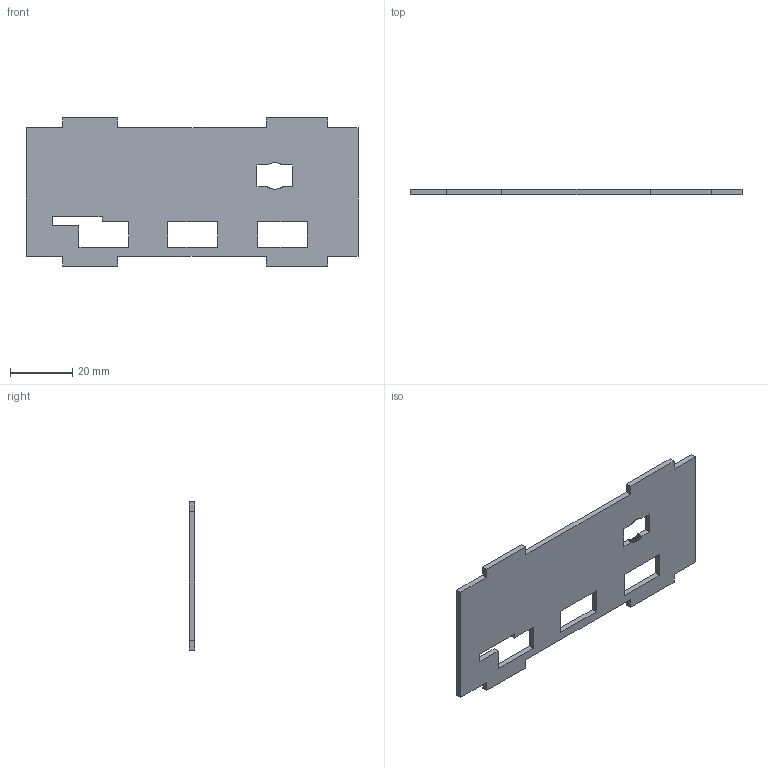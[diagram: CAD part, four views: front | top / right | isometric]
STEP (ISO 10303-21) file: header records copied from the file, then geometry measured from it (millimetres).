
FILE_DESCRIPTION(('FreeCAD Model'),'2;1');
FILE_NAME('Open CASCADE Shape Model','2024-08-27T23:22:46',(''),(''), 'Open CASCADE STEP processor 7.6','FreeCAD','Unknown');
FILE_SCHEMA(('AUTOMOTIVE_DESIGN { 1 0 10303 214 1 1 1 1 }'));
Length unit declared in the file: millimetre
Products named in the file (1): SDPanel001 (Solid)001
Bounding box: 106.5 x 1.82 x 47.58 mm (x, y, z)
Volume: 7469.4 mm3; surface area: 9181.3 mm2
Topology: 1 solids, 1 shells, 142 faces, 420 edges, 280 vertices
Faces by surface type: plane 142
Entity records: 4682 total; most frequent: CARTESIAN_POINT 843, ORIENTED_EDGE 840, DIRECTION 706, EDGE_CURVE 420, LINE 420, VECTOR 420, VERTEX_POINT 280, FACE_BOUND 150
